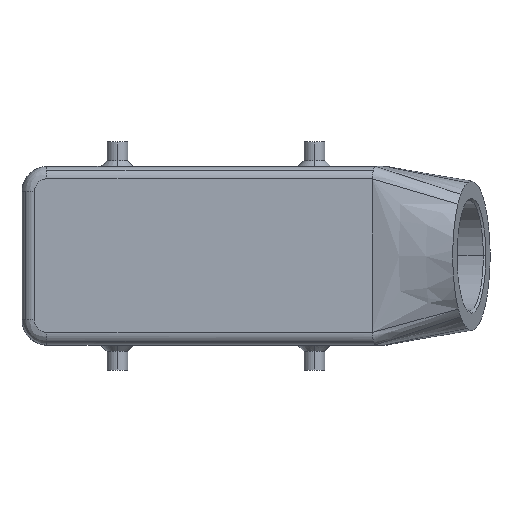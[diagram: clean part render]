
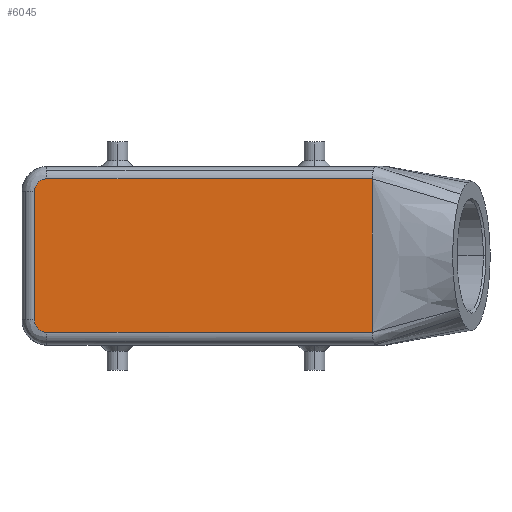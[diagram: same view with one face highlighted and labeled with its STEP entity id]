
A CAD part, top view. The second image highlights one B-rep face of the part: STEP entity #6045.
In plain terms, the highlighted planar face has unit normal (0, 0, 1).
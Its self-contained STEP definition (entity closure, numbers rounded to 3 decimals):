
#3953=CARTESIAN_POINT('',(-43.75,-15.5,63.));
#3954=VERTEX_POINT('',#3953);
#3962=CARTESIAN_POINT('',(-43.75,15.5,63.));
#3963=VERTEX_POINT('',#3962);
#3964=CARTESIAN_POINT('',(-43.75,-15.5,63.));
#3965=DIRECTION('',(0.0,1.0,0.0));
#3966=VECTOR('',#3965,31.);
#3967=LINE('',#3964,#3966);
#3968=EDGE_CURVE('',#3954,#3963,#3967,.T.);
#5412=CARTESIAN_POINT('',(37.75,18.5,63.));
#5413=VERTEX_POINT('',#5412);
#5481=CARTESIAN_POINT('',(37.75,-17.997,63.));
#5482=VERTEX_POINT('',#5481);
#5483=CARTESIAN_POINT('',(37.75,-17.997,63.));
#5484=DIRECTION('',(0.0,1.0,0.0));
#5485=VECTOR('',#5484,36.497);
#5486=LINE('',#5483,#5485);
#5487=EDGE_CURVE('',#5482,#5413,#5486,.T.);
#5489=CARTESIAN_POINT('',(37.75,-18.5,63.));
#5490=VERTEX_POINT('',#5489);
#5491=CARTESIAN_POINT('',(37.75,-18.5,63.));
#5492=DIRECTION('',(0.0,1.0,0.0));
#5493=VECTOR('',#5492,0.503);
#5494=LINE('',#5491,#5493);
#5495=EDGE_CURVE('',#5490,#5482,#5494,.T.);
#5804=CARTESIAN_POINT('',(-40.75,-18.5,63.0));
#5805=VERTEX_POINT('',#5804);
#5806=CARTESIAN_POINT('',(37.75,-18.5,63.));
#5807=DIRECTION('',(-1.0,0.0,0.0));
#5808=VECTOR('',#5807,78.5);
#5809=LINE('',#5806,#5808);
#5810=EDGE_CURVE('',#5490,#5805,#5809,.T.);
#5895=CARTESIAN_POINT('',(-40.75,-15.5,63.));
#5896=DIRECTION('',(0.,0.,-1.0));
#5897=DIRECTION('',(-0.707,-0.707,0.));
#5898=AXIS2_PLACEMENT_3D('',#5895,#5896,#5897);
#5899=CIRCLE('',#5898,3.0);
#5900=EDGE_CURVE('',#5805,#3954,#5899,.T.);
#5983=CARTESIAN_POINT('',(-40.75,18.5,63.));
#5984=VERTEX_POINT('',#5983);
#6003=CARTESIAN_POINT('',(-40.75,15.5,63.));
#6004=DIRECTION('',(0.,0.,-1.0));
#6005=DIRECTION('',(-0.707,0.707,0.));
#6006=AXIS2_PLACEMENT_3D('',#6003,#6004,#6005);
#6007=CIRCLE('',#6006,3.0);
#6008=EDGE_CURVE('',#3963,#5984,#6007,.T.);
#6020=CARTESIAN_POINT('',(-40.75,18.5,63.));
#6021=DIRECTION('',(1.0,0.0,0.0));
#6022=VECTOR('',#6021,78.5);
#6023=LINE('',#6020,#6022);
#6024=EDGE_CURVE('',#5984,#5413,#6023,.T.);
#6031=CARTESIAN_POINT('',(37.75,0.0,63.));
#6032=DIRECTION('',(0.0,0.0,1.0));
#6033=DIRECTION('',(1.0,0.0,0.0));
#6034=AXIS2_PLACEMENT_3D('',#6031,#6032,#6033);
#6035=PLANE('',#6034);
#6036=ORIENTED_EDGE('',*,*,#6024,.F.);
#6037=ORIENTED_EDGE('',*,*,#6008,.F.);
#6038=ORIENTED_EDGE('',*,*,#3968,.F.);
#6039=ORIENTED_EDGE('',*,*,#5900,.F.);
#6040=ORIENTED_EDGE('',*,*,#5810,.F.);
#6041=ORIENTED_EDGE('',*,*,#5495,.T.);
#6042=ORIENTED_EDGE('',*,*,#5487,.T.);
#6043=EDGE_LOOP('',(#6036,#6037,#6038,#6039,#6040,#6041,#6042));
#6044=FACE_OUTER_BOUND('',#6043,.T.);
#6045=ADVANCED_FACE('',(#6044),#6035,.T.);
